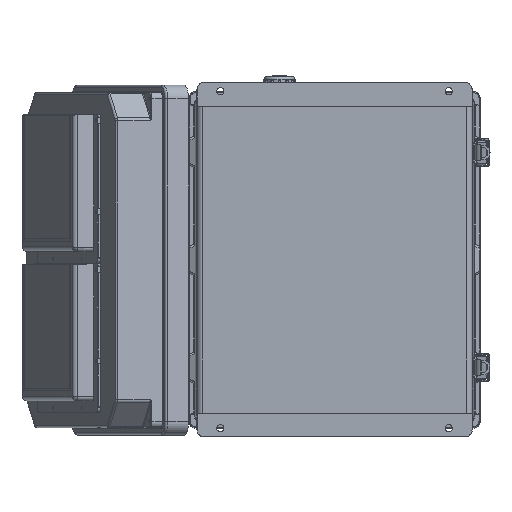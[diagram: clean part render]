
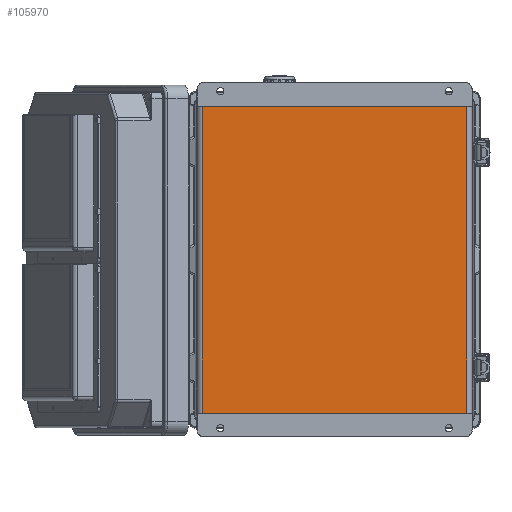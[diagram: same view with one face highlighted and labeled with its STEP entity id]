
A CAD part, front view. The second image highlights one B-rep face of the part: STEP entity #105970.
In plain terms, the highlighted planar face has unit normal (0, -1, 0).
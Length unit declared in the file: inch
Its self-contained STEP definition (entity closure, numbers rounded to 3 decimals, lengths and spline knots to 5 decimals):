
#2324 = VECTOR ( 'NONE', #54043, 39.37008 ) ;
#2826 = LINE ( 'NONE', #36582, #2324 ) ;
#9383 = AXIS2_PLACEMENT_3D ( 'NONE', #43438, #106858, #52627 ) ;
#10724 = EDGE_CURVE ( 'NONE', #22775, #92034, #60418, .T. ) ;
#12557 = ORIENTED_EDGE ( 'NONE', *, *, #10724, .T. ) ;
#15447 = ORIENTED_EDGE ( 'NONE', *, *, #33620, .F. ) ;
#18669 = LINE ( 'NONE', #108920, #19551 ) ;
#19551 = VECTOR ( 'NONE', #54650, 39.37008 ) ;
#22650 = ORIENTED_EDGE ( 'NONE', *, *, #74786, .F. ) ;
#22775 = VERTEX_POINT ( 'NONE', #73255 ) ;
#28044 = VERTEX_POINT ( 'NONE', #69732 ) ;
#33620 = EDGE_CURVE ( 'NONE', #28044, #92034, #18669, .T. ) ;
#33822 = FACE_OUTER_BOUND ( 'NONE', #93052, .T. ) ;
#36582 = CARTESIAN_POINT ( 'NONE',  ( 6.11811, 0.05906, -14.4685 ) ) ;
#43438 = CARTESIAN_POINT ( 'NONE',  ( 6.11811, 0.05906, -1.04331 ) ) ;
#44530 = CARTESIAN_POINT ( 'NONE',  ( 5.78771, 0.05906, -14.4685 ) ) ;
#47319 = DIRECTION ( 'NONE',  ( 0., 0., 1. ) ) ;
#47702 = DIRECTION ( 'NONE',  ( -1., 0., 0. ) ) ;
#50388 = VERTEX_POINT ( 'NONE', #44530 ) ;
#51194 = CARTESIAN_POINT ( 'NONE',  ( -5.78771, 0.05906, -1.04331 ) ) ;
#52627 = DIRECTION ( 'NONE',  ( 0., 0., 1. ) ) ;
#54043 = DIRECTION ( 'NONE',  ( -1., 0., 0. ) ) ;
#54650 = DIRECTION ( 'NONE',  ( 0., 0., 1. ) ) ;
#56770 = CARTESIAN_POINT ( 'NONE',  ( 6.11811, 0.05906, -1.04331 ) ) ;
#56792 = CARTESIAN_POINT ( 'NONE',  ( 5.78771, 0.05906, -1.04331 ) ) ;
#60418 = LINE ( 'NONE', #56770, #60657 ) ;
#60657 = VECTOR ( 'NONE', #47702, 39.37008 ) ;
#66413 = LINE ( 'NONE', #56792, #66533 ) ;
#66533 = VECTOR ( 'NONE', #47319, 39.37008 ) ;
#69732 = CARTESIAN_POINT ( 'NONE',  ( -5.78771, 0.05906, -14.4685 ) ) ;
#73255 = CARTESIAN_POINT ( 'NONE',  ( 5.78771, 0.05906, -1.04331 ) ) ;
#74786 = EDGE_CURVE ( 'NONE', #50388, #28044, #2826, .T. ) ;
#79554 = PLANE ( 'NONE',  #9383 ) ;
#83772 = ORIENTED_EDGE ( 'NONE', *, *, #91342, .T. ) ;
#91342 = EDGE_CURVE ( 'NONE', #50388, #22775, #66413, .T. ) ;
#92034 = VERTEX_POINT ( 'NONE', #51194 ) ;
#93052 = EDGE_LOOP ( 'NONE', ( #15447, #22650, #83772, #12557 ) ) ;
#105970 = ADVANCED_FACE ( 'NONE', ( #33822 ), #79554, .F. ) ;
#106858 = DIRECTION ( 'NONE',  ( 0., 1., 0. ) ) ;
#108920 = CARTESIAN_POINT ( 'NONE',  ( -5.78771, 0.05906, -1.04331 ) ) ;
